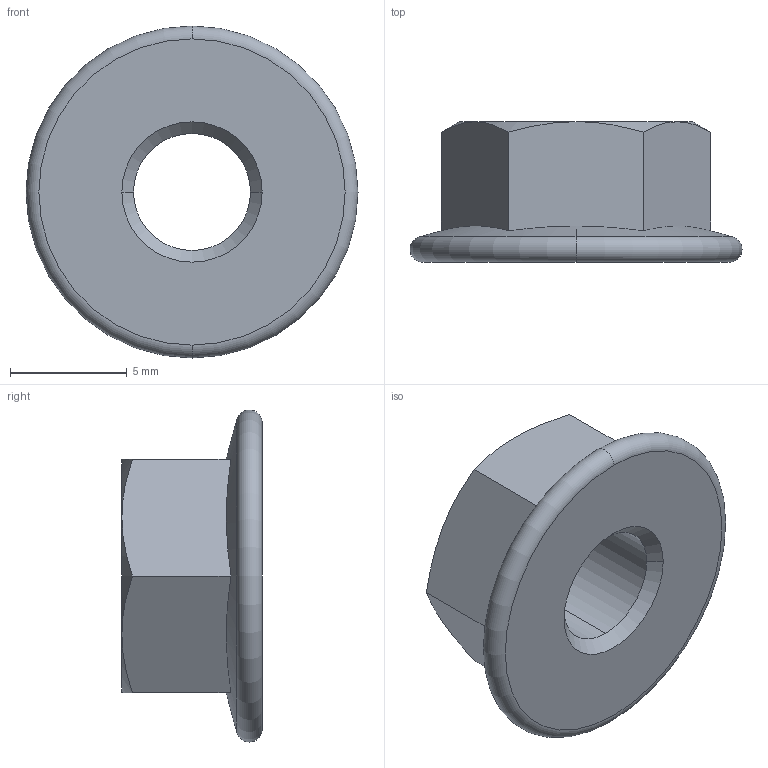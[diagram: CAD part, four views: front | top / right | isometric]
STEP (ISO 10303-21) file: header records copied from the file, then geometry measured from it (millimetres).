
FILE_DESCRIPTION (( 'STEP AP214' ), '1' );
FILE_NAME ('M6x1.0 10.9 Bright Zinc Flanged Std Lock Nut(00HFL-3407-001-00).STEP', '2023-09-08T17:12:06', ( '' ), ( '' ), 'SwSTEP 2.0', 'SolidWorks 2020', '' );
FILE_SCHEMA (( 'AUTOMOTIVE_DESIGN' ));
Length unit declared in the file: millimetre
Products named in the file (1): M6x1.0 10.9 Bright Zinc Flanged Std Lock Nut(00HFL-3407-001-00)
Bounding box: 14.2 x 6 x 14.2 mm (x, y, z)
Volume: 479.1 mm3; surface area: 545.8 mm2
Topology: 1 solids, 1 shells, 25 faces, 60 edges, 37 vertices
Faces by surface type: cone 13, plane 8, torus 2, cylinder 2
Entity records: 839 total; most frequent: CARTESIAN_POINT 215, ORIENTED_EDGE 120, DIRECTION 117, EDGE_CURVE 60, AXIS2_PLACEMENT_3D 51, VERTEX_POINT 37, EDGE_LOOP 27, ADVANCED_FACE 25
